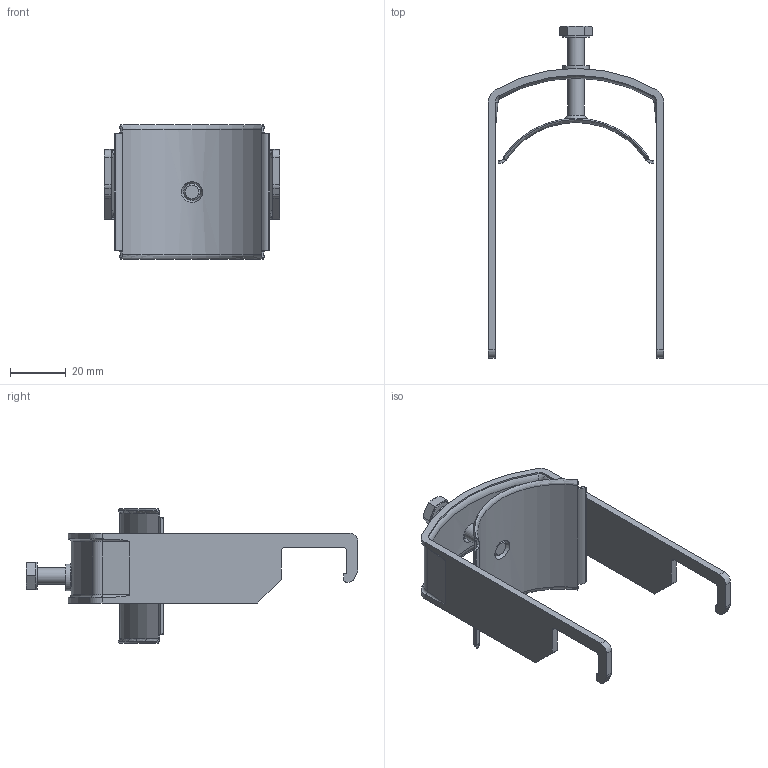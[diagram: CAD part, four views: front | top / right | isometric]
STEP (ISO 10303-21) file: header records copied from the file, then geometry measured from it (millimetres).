
FILE_DESCRIPTION (( 'STEP AP203' ), '1' );
FILE_NAME ('Äåðæàòåëü êàáåëÿ_BHL5056.STEP', '2012-11-22T07:05:02', ( 'Àñååâ' ), ( '' ), 'SwSTEP 2.0', 'SolidWorks 2012', '' );
FILE_SCHEMA (( 'CONFIG_CONTROL_DESIGN' ));
Length unit declared in the file: millimetre
Products named in the file (3): Äåðæàòåëü êàáåëÿ_BHL5056; Îñíîâàíèå äåðæàòåëÿ  îáð.8-14_50-56; 瀇僔蠂縺 8-14 鼁. 鍕鸐50-56
Assembly tree (2 placements, depth 2):
  Äåðæàòåëü êàáåëÿ_BHL5056
    瀇僔蠂縺 8-14 鼁. 鍕鸐50-56
    Îñíîâàíèå äåðæàòåëÿ  îáð.8-14_50-56
Bounding box: 63 x 119.21 x 48.46 mm (x, y, z)
Volume: 17324.6 mm3; surface area: 19285.7 mm2
Topology: 2 solids, 2 shells, 149 faces, 369 edges, 228 vertices
Faces by surface type: plane 58, cylinder 57, torus 17, cone 11, bspline 6
Full cylindrical faces by diameter (mm): 5.45 x1, 6 x2, 9.5 x1, 10 x1
Entity records: 5595 total; most frequent: CARTESIAN_POINT 1908, ORIENTED_EDGE 706, DIRECTION 704, EDGE_CURVE 353, AXIS2_PLACEMENT_3D 269, VERTEX_POINT 223, EDGE_LOOP 166, VECTOR 166
